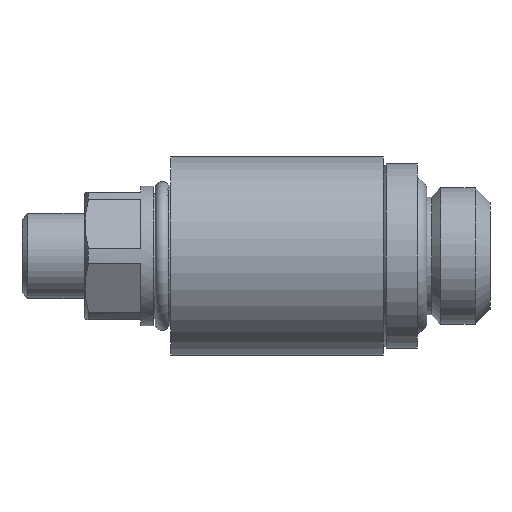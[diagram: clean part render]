
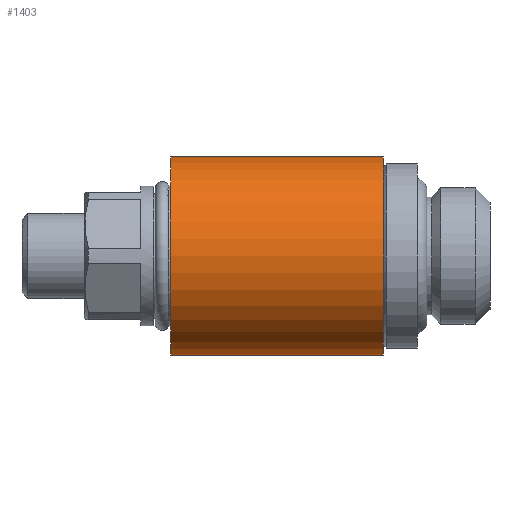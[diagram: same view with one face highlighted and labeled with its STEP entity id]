
A CAD part, left-side view. The second image highlights one B-rep face of the part: STEP entity #1403.
In plain terms, the highlighted cylindrical face has radius 7 mm (diameter 14 mm), a partial arc.
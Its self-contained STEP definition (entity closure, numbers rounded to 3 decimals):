
#42 = ORIENTED_EDGE ( 'NONE', *, *, #1307, .T. ) ;
#120 = CARTESIAN_POINT ( 'NONE',  ( 0., 7.9, 7. ) ) ;
#263 = CARTESIAN_POINT ( 'NONE',  ( 0., 25.766, -7. ) ) ;
#264 = LINE ( 'NONE', #263, #1628 ) ;
#269 = DIRECTION ( 'NONE',  ( 0., 1., 0. ) ) ;
#271 = LINE ( 'NONE', #277, #1541 ) ;
#277 = CARTESIAN_POINT ( 'NONE',  ( 0., 25.766, 7. ) ) ;
#278 = DIRECTION ( 'NONE',  ( 0., 1., 0. ) ) ;
#316 = CARTESIAN_POINT ( 'NONE',  ( 0., 22.9, 7. ) ) ;
#318 = CARTESIAN_POINT ( 'NONE',  ( 0., 22.9, -7. ) ) ;
#526 = CARTESIAN_POINT ( 'NONE',  ( 0., 7.9, -7. ) ) ;
#906 = AXIS2_PLACEMENT_3D ( 'NONE', #2836, #2837, #2838 ) ;
#916 = CIRCLE ( 'NONE', #906, 7. ) ;
#969 = AXIS2_PLACEMENT_3D ( 'NONE', #2654, #2655, #2656 ) ;
#975 = CIRCLE ( 'NONE', #969, 7. ) ;
#1262 = EDGE_CURVE ( 'NONE', #3240, #3238, #975, .T. ) ;
#1307 = EDGE_CURVE ( 'NONE', #3279, #3165, #916, .T. ) ;
#1403 = ADVANCED_FACE ( 'NONE', ( #2122 ), #2124, .T. ) ;
#1522 = AXIS2_PLACEMENT_3D ( 'NONE', #2123, #2115, #2125 ) ;
#1541 = VECTOR ( 'NONE', #278, 1000. ) ;
#1628 = VECTOR ( 'NONE', #269, 1000. ) ;
#1636 = ORIENTED_EDGE ( 'NONE', *, *, #3211, .F. ) ;
#1647 = EDGE_LOOP ( 'NONE', ( #1636, #42, #3413, #3435 ) ) ;
#2115 = DIRECTION ( 'NONE',  ( 0., 1., 0. ) ) ;
#2122 = FACE_OUTER_BOUND ( 'NONE', #1647, .T. ) ;
#2123 = CARTESIAN_POINT ( 'NONE',  ( 0., 25.766, 0. ) ) ;
#2124 = CYLINDRICAL_SURFACE ( 'NONE', #1522, 7. ) ;
#2125 = DIRECTION ( 'NONE',  ( 0., 0., 1. ) ) ;
#2654 = CARTESIAN_POINT ( 'NONE',  ( 0., 22.9, 0. ) ) ;
#2655 = DIRECTION ( 'NONE',  ( 0., -1., 0. ) ) ;
#2656 = DIRECTION ( 'NONE',  ( 0., 0., 1. ) ) ;
#2836 = CARTESIAN_POINT ( 'NONE',  ( 0., 7.9, 0. ) ) ;
#2837 = DIRECTION ( 'NONE',  ( 0., 1., 0. ) ) ;
#2838 = DIRECTION ( 'NONE',  ( 0., 0., -1. ) ) ;
#3165 = VERTEX_POINT ( 'NONE', #120 ) ;
#3211 = EDGE_CURVE ( 'NONE', #3279, #3238, #264, .T. ) ;
#3215 = EDGE_CURVE ( 'NONE', #3165, #3240, #271, .T. ) ;
#3238 = VERTEX_POINT ( 'NONE', #318 ) ;
#3240 = VERTEX_POINT ( 'NONE', #316 ) ;
#3279 = VERTEX_POINT ( 'NONE', #526 ) ;
#3413 = ORIENTED_EDGE ( 'NONE', *, *, #3215, .T. ) ;
#3435 = ORIENTED_EDGE ( 'NONE', *, *, #1262, .T. ) ;
